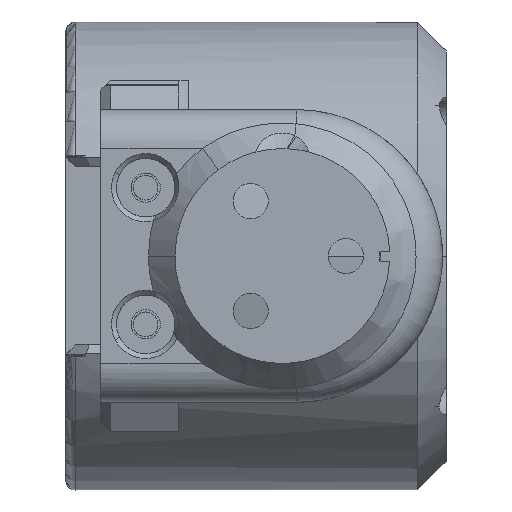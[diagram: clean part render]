
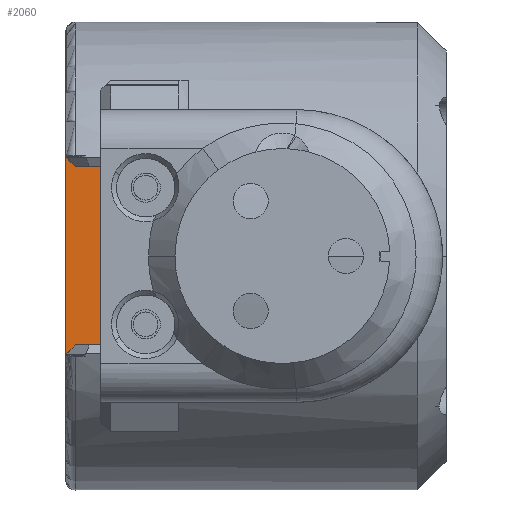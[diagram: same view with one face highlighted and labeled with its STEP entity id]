
A CAD part, front view. The second image highlights one B-rep face of the part: STEP entity #2060.
In plain terms, the highlighted planar face has unit normal (0, -1, 0).
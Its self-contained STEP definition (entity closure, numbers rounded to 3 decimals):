
#131 = CARTESIAN_POINT ( 'NONE',  ( -22.2, 166.35, 314.7 ) ) ;
#432 = PLANE ( 'NONE',  #6861 ) ;
#935 = VECTOR ( 'NONE', #10684, 1000. ) ;
#1145 = DIRECTION ( 'NONE',  ( 0., 0., -1. ) ) ;
#1390 = FACE_OUTER_BOUND ( 'NONE', #9816, .T. ) ;
#1741 = ORIENTED_EDGE ( 'NONE', *, *, #5172, .T. ) ;
#2060 = ADVANCED_FACE ( 'NONE', ( #1390 ), #432, .F. ) ;
#2101 = EDGE_CURVE ( 'NONE', #6098, #9400, #9263, .T. ) ;
#2459 = CARTESIAN_POINT ( 'NONE',  ( -22.2, 166.35, 314.547 ) ) ;
#3148 = LINE ( 'NONE', #12105, #7833 ) ;
#3199 = VERTEX_POINT ( 'NONE', #131 ) ;
#3567 = CARTESIAN_POINT ( 'NONE',  ( -3.686, 166.35, 314.7 ) ) ;
#3689 = DIRECTION ( 'NONE',  ( 0., 0., -1. ) ) ;
#3905 = VECTOR ( 'NONE', #3689, 1000. ) ;
#4008 = LINE ( 'NONE', #11543, #935 ) ;
#4179 = VERTEX_POINT ( 'NONE', #3567 ) ;
#4988 = EDGE_CURVE ( 'NONE', #3199, #4179, #4008, .T. ) ;
#5172 = EDGE_CURVE ( 'NONE', #9400, #3199, #7917, .T. ) ;
#5863 = ORIENTED_EDGE ( 'NONE', *, *, #2101, .T. ) ;
#6098 = VERTEX_POINT ( 'NONE', #12381 ) ;
#6580 = CARTESIAN_POINT ( 'NONE',  ( -22.2, 166.35, 345.3 ) ) ;
#6828 = DIRECTION ( 'NONE',  ( 0., 0., -1. ) ) ;
#6861 = AXIS2_PLACEMENT_3D ( 'NONE', #2459, #9194, #6828 ) ;
#6975 = CARTESIAN_POINT ( 'NONE',  ( -22.2, 166.35, 345.3 ) ) ;
#7698 = ORIENTED_EDGE ( 'NONE', *, *, #4988, .T. ) ;
#7830 = ORIENTED_EDGE ( 'NONE', *, *, #8160, .F. ) ;
#7833 = VECTOR ( 'NONE', #1145, 1000. ) ;
#7917 = LINE ( 'NONE', #8057, #3905 ) ;
#8057 = CARTESIAN_POINT ( 'NONE',  ( -22.2, 166.35, 314.547 ) ) ;
#8160 = EDGE_CURVE ( 'NONE', #6098, #4179, #3148, .T. ) ;
#8463 = VECTOR ( 'NONE', #11420, 1000. ) ;
#9194 = DIRECTION ( 'NONE',  ( 0., 1., 0. ) ) ;
#9263 = LINE ( 'NONE', #6975, #8463 ) ;
#9400 = VERTEX_POINT ( 'NONE', #6580 ) ;
#9816 = EDGE_LOOP ( 'NONE', ( #1741, #7698, #7830, #5863 ) ) ;
#10684 = DIRECTION ( 'NONE',  ( 1., 0., 0. ) ) ;
#11420 = DIRECTION ( 'NONE',  ( -1., 0., 0. ) ) ;
#11543 = CARTESIAN_POINT ( 'NONE',  ( -3.686, 166.35, 314.7 ) ) ;
#12105 = CARTESIAN_POINT ( 'NONE',  ( -3.686, 166.35, 330. ) ) ;
#12381 = CARTESIAN_POINT ( 'NONE',  ( -3.686, 166.35, 345.3 ) ) ;
